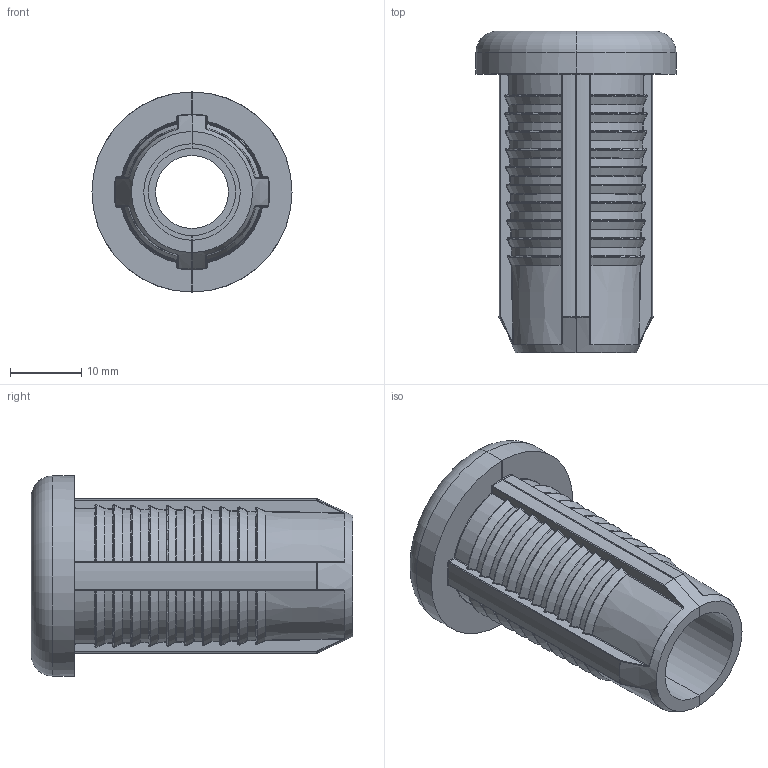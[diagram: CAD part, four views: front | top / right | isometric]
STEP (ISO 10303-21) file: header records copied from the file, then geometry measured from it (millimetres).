
FILE_DESCRIPTION(/* description */ (''),/* implementation_level */ '2;1');
FILE_NAME(/* name */ '13161_KriTec_Gewindeeinsatz_D28_M12_PA.stp',/* time_stamp */ '2016-05-02T17:16:06+02:00',/* author */ ('Steiner'),/* organization */ (''),/* preprocessor_version */ 'ST-DEVELOPER v16.1',/* originating_system */ 'Autodesk Inventor 2016',/* authorisation */ '');
FILE_SCHEMA (('AUTOMOTIVE_DESIGN { 1 0 10303 214 3 1 1 }'));
Length unit declared in the file: millimetre
Products named in the file (4): 13161_Gewindeeinsatz; 13161_Hälfte2; 13161_Hälfte1; 13161_KriTec_Gewindeeinsatz_D28_M12_PA
Assembly tree (3 placements, depth 2):
  13161_KriTec_Gewindeeinsatz_D28_M12_PA
    13161_Gewindeeinsatz
    13161_Hälfte2
    13161_Hälfte1
Bounding box: 28 x 45 x 28 mm (x, y, z)
Volume: 10093.6 mm3; surface area: 8919.3 mm2
Topology: 3 solids, 3 shells, 1024 faces, 2230 edges, 1132 vertices
Faces by surface type: bspline 268, sphere 256, torus 190, cylinder 138, plane 86, cone 86
Entity records: 32951 total; most frequent: CARTESIAN_POINT 12523, DIRECTION 4404, ORIENTED_EDGE 4284, EDGE_CURVE 2142, AXIS2_PLACEMENT_3D 2049, CIRCLE 1286, VERTEX_POINT 1132, EDGE_LOOP 1034
